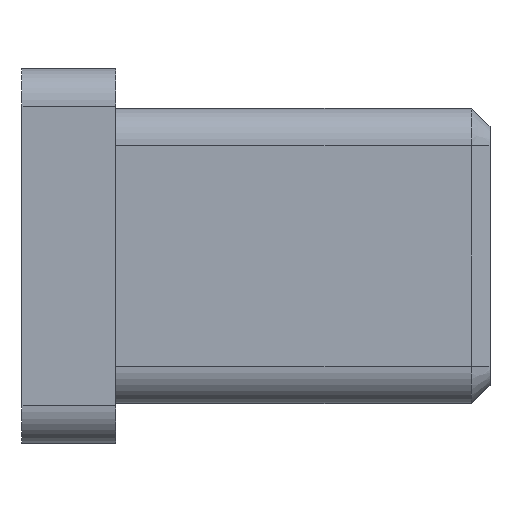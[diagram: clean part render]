
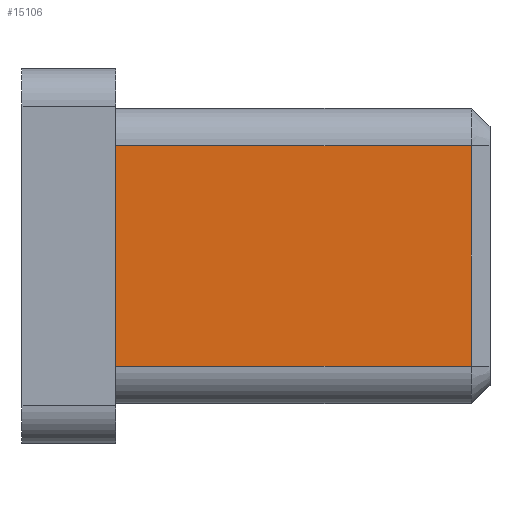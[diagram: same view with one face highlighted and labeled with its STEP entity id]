
A CAD part, left-side view. The second image highlights one B-rep face of the part: STEP entity #15106.
In plain terms, the highlighted planar face has unit normal (-1, 0, 0).
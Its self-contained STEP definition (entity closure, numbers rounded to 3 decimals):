
#102 = LINE ( 'NONE', #13019, #2518 ) ;
#508 = VERTEX_POINT ( 'NONE', #4054 ) ;
#2046 = CARTESIAN_POINT ( 'NONE',  ( -27.9, 0., -5.9 ) ) ;
#2254 = VERTEX_POINT ( 'NONE', #13589 ) ;
#2259 = DIRECTION ( 'NONE',  ( 0., 1., 0. ) ) ;
#2285 = EDGE_LOOP ( 'NONE', ( #11104, #10049, #11837, #15053 ) ) ;
#2518 = VECTOR ( 'NONE', #2259, 1000. ) ;
#4054 = CARTESIAN_POINT ( 'NONE',  ( -27.9, -19., -5.9 ) ) ;
#4381 = VECTOR ( 'NONE', #14423, 1000. ) ;
#4403 = FACE_OUTER_BOUND ( 'NONE', #2285, .T. ) ;
#4508 = AXIS2_PLACEMENT_3D ( 'NONE', #9634, #9683, #7202 ) ;
#5790 = CARTESIAN_POINT ( 'NONE',  ( -27.9, -19., 5.9 ) ) ;
#5850 = EDGE_CURVE ( 'NONE', #6544, #11786, #8906, .T. ) ;
#5901 = LINE ( 'NONE', #5790, #8137 ) ;
#6544 = VERTEX_POINT ( 'NONE', #9421 ) ;
#7067 = DIRECTION ( 'NONE',  ( 0., 0., 1. ) ) ;
#7202 = DIRECTION ( 'NONE',  ( 0., 0., -1. ) ) ;
#8137 = VECTOR ( 'NONE', #7067, 1000. ) ;
#8737 = VECTOR ( 'NONE', #11094, 1000. ) ;
#8906 = LINE ( 'NONE', #10322, #8737 ) ;
#9421 = CARTESIAN_POINT ( 'NONE',  ( -27.9, 0., 5.9 ) ) ;
#9535 = PLANE ( 'NONE',  #4508 ) ;
#9634 = CARTESIAN_POINT ( 'NONE',  ( -27.9, -20., 7.9 ) ) ;
#9683 = DIRECTION ( 'NONE',  ( 1., 0., 0. ) ) ;
#10049 = ORIENTED_EDGE ( 'NONE', *, *, #5850, .T. ) ;
#10322 = CARTESIAN_POINT ( 'NONE',  ( -27.9, 0., -5. ) ) ;
#10527 = EDGE_CURVE ( 'NONE', #2254, #6544, #102, .T. ) ;
#10827 = CARTESIAN_POINT ( 'NONE',  ( -27.9, -20., -5.9 ) ) ;
#11094 = DIRECTION ( 'NONE',  ( 0., 0., -1. ) ) ;
#11104 = ORIENTED_EDGE ( 'NONE', *, *, #10527, .T. ) ;
#11207 = EDGE_CURVE ( 'NONE', #508, #2254, #5901, .T. ) ;
#11403 = EDGE_CURVE ( 'NONE', #11786, #508, #14066, .T. ) ;
#11786 = VERTEX_POINT ( 'NONE', #2046 ) ;
#11837 = ORIENTED_EDGE ( 'NONE', *, *, #11403, .T. ) ;
#13019 = CARTESIAN_POINT ( 'NONE',  ( -27.9, -20., 5.9 ) ) ;
#13589 = CARTESIAN_POINT ( 'NONE',  ( -27.9, -19., 5.9 ) ) ;
#14066 = LINE ( 'NONE', #10827, #4381 ) ;
#14423 = DIRECTION ( 'NONE',  ( 0., -1., 0. ) ) ;
#15053 = ORIENTED_EDGE ( 'NONE', *, *, #11207, .T. ) ;
#15106 = ADVANCED_FACE ( 'NONE', ( #4403 ), #9535, .F. ) ;
